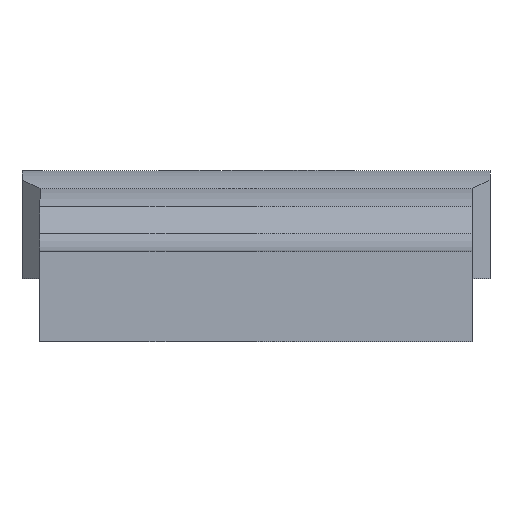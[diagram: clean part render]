
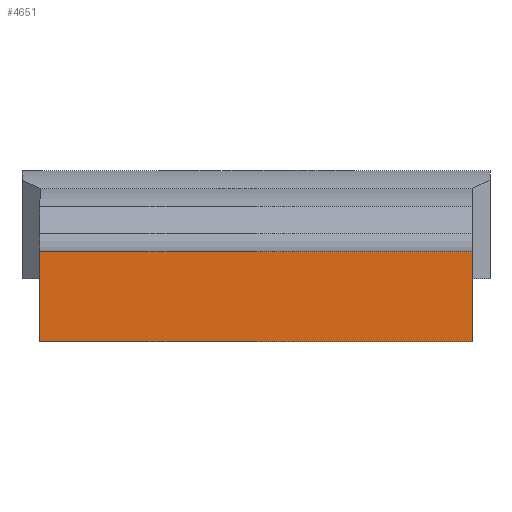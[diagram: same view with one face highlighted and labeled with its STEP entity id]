
A CAD part, left-side view. The second image highlights one B-rep face of the part: STEP entity #4651.
In plain terms, the highlighted planar face has unit normal (-1, 0, 0).
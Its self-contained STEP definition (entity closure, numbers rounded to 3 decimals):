
#484=FACE_OUTER_BOUND('',#742,.T.);
#742=EDGE_LOOP('',(#3140,#3141,#3142,#3143));
#1022=LINE('',#5904,#1462);
#1023=LINE('',#5907,#1463);
#1024=LINE('',#5909,#1464);
#1025=LINE('',#5910,#1465);
#1462=VECTOR('',#5139,4.8);
#1463=VECTOR('',#5142,1.);
#1464=VECTOR('',#5143,1.);
#1465=VECTOR('',#5144,4.8);
#1898=VERTEX_POINT('',#5900);
#1899=VERTEX_POINT('',#5902);
#1900=VERTEX_POINT('',#5906);
#1901=VERTEX_POINT('',#5908);
#2390=EDGE_CURVE('',#1898,#1899,#1022,.T.);
#2391=EDGE_CURVE('',#1900,#1898,#1023,.T.);
#2392=EDGE_CURVE('',#1899,#1901,#1024,.T.);
#2393=EDGE_CURVE('',#1901,#1900,#1025,.T.);
#3140=ORIENTED_EDGE('',*,*,#2391,.T.);
#3141=ORIENTED_EDGE('',*,*,#2390,.T.);
#3142=ORIENTED_EDGE('',*,*,#2392,.T.);
#3143=ORIENTED_EDGE('',*,*,#2393,.T.);
#4524=PLANE('',#4927);
#4651=ADVANCED_FACE('',(#484),#4524,.T.);
#4927=AXIS2_PLACEMENT_3D('',#5905,#5140,#5141);
#5139=DIRECTION('',(0.,1.,0.));
#5140=DIRECTION('center_axis',(-1.,0.,0.));
#5141=DIRECTION('ref_axis',(0.,-1.,0.));
#5142=DIRECTION('',(0.,0.,1.));
#5143=DIRECTION('',(0.,0.,-1.));
#5144=DIRECTION('',(0.,-1.,0.));
#5900=CARTESIAN_POINT('',(-5.,-2.4,1.));
#5902=CARTESIAN_POINT('',(-5.,2.4,1.));
#5904=CARTESIAN_POINT('',(-5.,2.6,1.));
#5905=CARTESIAN_POINT('Origin',(-5.,2.6,0.));
#5906=CARTESIAN_POINT('',(-5.,-2.4,0.));
#5907=CARTESIAN_POINT('',(-5.,-2.4,0.95));
#5908=CARTESIAN_POINT('',(-5.,2.4,0.));
#5909=CARTESIAN_POINT('',(-5.,2.4,0.95));
#5910=CARTESIAN_POINT('',(-5.,2.6,0.));
